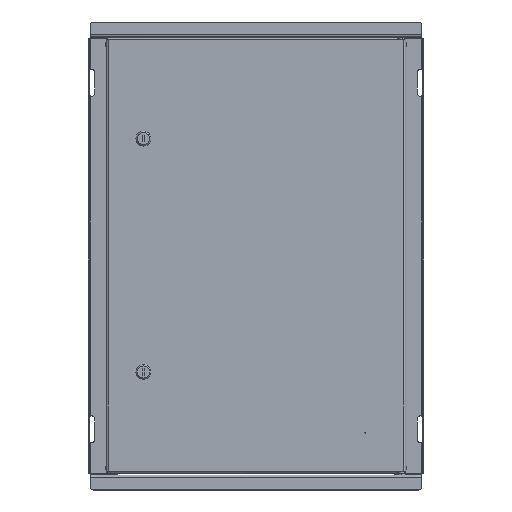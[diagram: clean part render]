
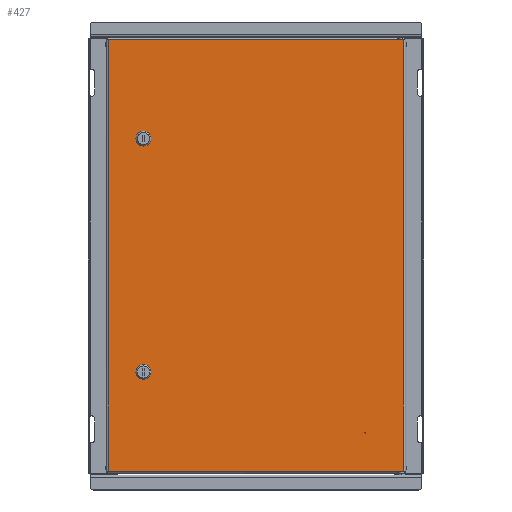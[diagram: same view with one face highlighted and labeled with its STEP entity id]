
A CAD part, top view. The second image highlights one B-rep face of the part: STEP entity #427.
In plain terms, the highlighted planar face has unit normal (0, 0, 1).
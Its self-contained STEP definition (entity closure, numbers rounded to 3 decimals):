
#31 = DIRECTION ( 'NONE',  ( 0., 0., 1. ) ) ;
#109 = VERTEX_POINT ( 'NONE', #12906 ) ;
#287 = CARTESIAN_POINT ( 'NONE',  ( -175.25, 168.29, 0. ) ) ;
#427 = ADVANCED_FACE ( 'NONE', ( #2531, #13204, #7812, #11823 ), #6581, .T. ) ;
#470 = VECTOR ( 'NONE', #9064, 1000. ) ;
#725 = CARTESIAN_POINT ( 'NONE',  ( -167., 173., 0. ) ) ;
#1069 = CARTESIAN_POINT ( 'NONE',  ( -158.75, -168.29, 0. ) ) ;
#1094 = EDGE_CURVE ( 'NONE', #10831, #3471, #15378, .T. ) ;
#1233 = EDGE_CURVE ( 'NONE', #13659, #2901, #13335, .T. ) ;
#1274 = ORIENTED_EDGE ( 'NONE', *, *, #7090, .T. ) ;
#1595 = CARTESIAN_POINT ( 'NONE',  ( -218.9, 319.9, 0. ) ) ;
#1646 = CARTESIAN_POINT ( 'NONE',  ( -158.75, 168.29, 0. ) ) ;
#1697 = LINE ( 'NONE', #6961, #10124 ) ;
#1777 = VECTOR ( 'NONE', #13918, 1000. ) ;
#1952 = VERTEX_POINT ( 'NONE', #13830 ) ;
#2531 = FACE_BOUND ( 'NONE', #11777, .T. ) ;
#2604 = ORIENTED_EDGE ( 'NONE', *, *, #5417, .T. ) ;
#2647 = ORIENTED_EDGE ( 'NONE', *, *, #16806, .F. ) ;
#2709 = VERTEX_POINT ( 'NONE', #14854 ) ;
#2856 = DIRECTION ( 'NONE',  ( 1., 0., 0. ) ) ;
#2901 = VERTEX_POINT ( 'NONE', #12436 ) ;
#2925 = VERTEX_POINT ( 'NONE', #1069 ) ;
#2975 = CARTESIAN_POINT ( 'NONE',  ( -167., -173., 0. ) ) ;
#3353 = CIRCLE ( 'NONE', #6402, 0.5 ) ;
#3378 = LINE ( 'NONE', #10019, #1777 ) ;
#3454 = DIRECTION ( 'NONE',  ( 0., 1., 0. ) ) ;
#3471 = VERTEX_POINT ( 'NONE', #8862 ) ;
#3495 = EDGE_CURVE ( 'NONE', #10799, #13618, #13537, .T. ) ;
#3496 = EDGE_LOOP ( 'NONE', ( #2647, #16322, #6172, #16677 ) ) ;
#3538 = ORIENTED_EDGE ( 'NONE', *, *, #7573, .T. ) ;
#3778 = CIRCLE ( 'NONE', #12392, 9.5 ) ;
#3799 = ORIENTED_EDGE ( 'NONE', *, *, #8764, .T. ) ;
#4071 = DIRECTION ( 'NONE',  ( 0., 0., 1. ) ) ;
#4130 = ORIENTED_EDGE ( 'NONE', *, *, #1233, .F. ) ;
#4176 = EDGE_CURVE ( 'NONE', #2709, #10831, #16485, .T. ) ;
#4468 = VECTOR ( 'NONE', #14677, 1000. ) ;
#4473 = CARTESIAN_POINT ( 'NONE',  ( 218.9, -319.9, 0. ) ) ;
#4538 = CIRCLE ( 'NONE', #14257, 9.5 ) ;
#4799 = VECTOR ( 'NONE', #12169, 1000. ) ;
#5205 = CARTESIAN_POINT ( 'NONE',  ( -167., -173., 0. ) ) ;
#5278 = DIRECTION ( 'NONE',  ( 1., 0., 0. ) ) ;
#5324 = ORIENTED_EDGE ( 'NONE', *, *, #1094, .T. ) ;
#5384 = DIRECTION ( 'NONE',  ( 1., 0., 0. ) ) ;
#5417 = EDGE_CURVE ( 'NONE', #2925, #9424, #8173, .T. ) ;
#5626 = DIRECTION ( 'NONE',  ( 0., 0., 1. ) ) ;
#5738 = DIRECTION ( 'NONE',  ( 1., 0., 0. ) ) ;
#5832 = EDGE_CURVE ( 'NONE', #1952, #15827, #1697, .T. ) ;
#5978 = CARTESIAN_POINT ( 'NONE',  ( 210., 319.9, 0. ) ) ;
#6172 = ORIENTED_EDGE ( 'NONE', *, *, #14148, .F. ) ;
#6402 = AXIS2_PLACEMENT_3D ( 'NONE', #10494, #14478, #14663 ) ;
#6502 = CARTESIAN_POINT ( 'NONE',  ( -220.788, -319.9, 0. ) ) ;
#6581 = PLANE ( 'NONE',  #11334 ) ;
#6961 = CARTESIAN_POINT ( 'NONE',  ( -175.25, -168.29, 0. ) ) ;
#7090 = EDGE_CURVE ( 'NONE', #8819, #17044, #3378, .T. ) ;
#7303 = AXIS2_PLACEMENT_3D ( 'NONE', #9735, #14770, #2856 ) ;
#7368 = VECTOR ( 'NONE', #11912, 1000. ) ;
#7573 = EDGE_CURVE ( 'NONE', #3471, #10032, #13796, .T. ) ;
#7789 = CARTESIAN_POINT ( 'NONE',  ( -218.9, -319.9, 0. ) ) ;
#7812 = FACE_OUTER_BOUND ( 'NONE', #12640, .T. ) ;
#8173 = LINE ( 'NONE', #14778, #4799 ) ;
#8288 = EDGE_LOOP ( 'NONE', ( #2604, #14474, #14951, #16811 ) ) ;
#8702 = CARTESIAN_POINT ( 'NONE',  ( -158.75, 177.71, 0. ) ) ;
#8764 = EDGE_CURVE ( 'NONE', #10032, #8819, #10367, .T. ) ;
#8783 = EDGE_CURVE ( 'NONE', #17044, #2709, #16020, .T. ) ;
#8819 = VERTEX_POINT ( 'NONE', #1595 ) ;
#8862 = CARTESIAN_POINT ( 'NONE',  ( 218.9, 319.9, 0. ) ) ;
#9030 = ORIENTED_EDGE ( 'NONE', *, *, #4176, .T. ) ;
#9064 = DIRECTION ( 'NONE',  ( -1., 0., 0. ) ) ;
#9093 = EDGE_CURVE ( 'NONE', #109, #12557, #10345, .T. ) ;
#9385 = DIRECTION ( 'NONE',  ( 1., 0., 0. ) ) ;
#9424 = VERTEX_POINT ( 'NONE', #12578 ) ;
#9439 = CARTESIAN_POINT ( 'NONE',  ( -175.25, -168.29, 0. ) ) ;
#9735 = CARTESIAN_POINT ( 'NONE',  ( -167., 173., 0. ) ) ;
#9797 = EDGE_CURVE ( 'NONE', #9424, #1952, #17145, .T. ) ;
#9996 = EDGE_CURVE ( 'NONE', #15827, #2925, #3778, .T. ) ;
#10019 = CARTESIAN_POINT ( 'NONE',  ( -218.9, 321.788, 0. ) ) ;
#10032 = VERTEX_POINT ( 'NONE', #5978 ) ;
#10124 = VECTOR ( 'NONE', #14994, 1000. ) ;
#10345 = LINE ( 'NONE', #14239, #17124 ) ;
#10367 = LINE ( 'NONE', #15667, #470 ) ;
#10494 = CARTESIAN_POINT ( 'NONE',  ( 162., -263., 0. ) ) ;
#10799 = VERTEX_POINT ( 'NONE', #10905 ) ;
#10831 = VERTEX_POINT ( 'NONE', #4473 ) ;
#10905 = CARTESIAN_POINT ( 'NONE',  ( -158.75, 168.29, 0. ) ) ;
#10937 = DIRECTION ( 'NONE',  ( 1., 0., 0. ) ) ;
#11334 = AXIS2_PLACEMENT_3D ( 'NONE', #15830, #31, #5278 ) ;
#11673 = EDGE_CURVE ( 'NONE', #2901, #13659, #3353, .T. ) ;
#11711 = DIRECTION ( 'NONE',  ( 0., -1., 0. ) ) ;
#11777 = EDGE_LOOP ( 'NONE', ( #4130, #14970 ) ) ;
#11823 = FACE_BOUND ( 'NONE', #8288, .T. ) ;
#11901 = VECTOR ( 'NONE', #3454, 1000. ) ;
#11912 = DIRECTION ( 'NONE',  ( 1., 0., 0. ) ) ;
#12169 = DIRECTION ( 'NONE',  ( 0., -1., 0. ) ) ;
#12319 = VECTOR ( 'NONE', #16525, 1000. ) ;
#12392 = AXIS2_PLACEMENT_3D ( 'NONE', #5205, #15841, #5384 ) ;
#12436 = CARTESIAN_POINT ( 'NONE',  ( 162.5, -263., 0. ) ) ;
#12472 = CARTESIAN_POINT ( 'NONE',  ( 220.788, 319.9, 0. ) ) ;
#12499 = CARTESIAN_POINT ( 'NONE',  ( 218.9, -321.788, 0. ) ) ;
#12557 = VERTEX_POINT ( 'NONE', #287 ) ;
#12578 = CARTESIAN_POINT ( 'NONE',  ( -158.75, -177.71, 0. ) ) ;
#12616 = CARTESIAN_POINT ( 'NONE',  ( 161.5, -263., 0. ) ) ;
#12640 = EDGE_LOOP ( 'NONE', ( #1274, #17148, #9030, #5324, #3538, #3799 ) ) ;
#12906 = CARTESIAN_POINT ( 'NONE',  ( -175.25, 177.71, 0. ) ) ;
#13204 = FACE_BOUND ( 'NONE', #3496, .T. ) ;
#13225 = AXIS2_PLACEMENT_3D ( 'NONE', #2975, #16220, #5738 ) ;
#13335 = CIRCLE ( 'NONE', #16138, 0.5 ) ;
#13537 = LINE ( 'NONE', #1646, #4468 ) ;
#13618 = VERTEX_POINT ( 'NONE', #8702 ) ;
#13659 = VERTEX_POINT ( 'NONE', #12616 ) ;
#13666 = VECTOR ( 'NONE', #16314, 1000. ) ;
#13796 = LINE ( 'NONE', #12472, #12319 ) ;
#13830 = CARTESIAN_POINT ( 'NONE',  ( -175.25, -177.71, 0. ) ) ;
#13918 = DIRECTION ( 'NONE',  ( 0., -1., 0. ) ) ;
#14148 = EDGE_CURVE ( 'NONE', #12557, #10799, #4538, .T. ) ;
#14239 = CARTESIAN_POINT ( 'NONE',  ( -175.25, 168.29, 0. ) ) ;
#14257 = AXIS2_PLACEMENT_3D ( 'NONE', #725, #5626, #10937 ) ;
#14474 = ORIENTED_EDGE ( 'NONE', *, *, #9797, .T. ) ;
#14478 = DIRECTION ( 'NONE',  ( 0., 0., 1. ) ) ;
#14663 = DIRECTION ( 'NONE',  ( 1., 0., 0. ) ) ;
#14677 = DIRECTION ( 'NONE',  ( 0., 1., 0. ) ) ;
#14770 = DIRECTION ( 'NONE',  ( 0., 0., 1. ) ) ;
#14778 = CARTESIAN_POINT ( 'NONE',  ( -158.75, -168.29, 0. ) ) ;
#14854 = CARTESIAN_POINT ( 'NONE',  ( 210., -319.9, 0. ) ) ;
#14951 = ORIENTED_EDGE ( 'NONE', *, *, #5832, .T. ) ;
#14970 = ORIENTED_EDGE ( 'NONE', *, *, #11673, .F. ) ;
#14994 = DIRECTION ( 'NONE',  ( 0., 1., 0. ) ) ;
#15378 = LINE ( 'NONE', #12499, #11901 ) ;
#15667 = CARTESIAN_POINT ( 'NONE',  ( 220.788, 319.9, 0. ) ) ;
#15827 = VERTEX_POINT ( 'NONE', #9439 ) ;
#15830 = CARTESIAN_POINT ( 'NONE',  ( 0., 0., 0. ) ) ;
#15841 = DIRECTION ( 'NONE',  ( 0., 0., -1. ) ) ;
#15996 = CARTESIAN_POINT ( 'NONE',  ( 162., -263., 0. ) ) ;
#16020 = LINE ( 'NONE', #6502, #7368 ) ;
#16138 = AXIS2_PLACEMENT_3D ( 'NONE', #15996, #4071, #9385 ) ;
#16220 = DIRECTION ( 'NONE',  ( 0., 0., -1. ) ) ;
#16314 = DIRECTION ( 'NONE',  ( 1., 0., 0. ) ) ;
#16322 = ORIENTED_EDGE ( 'NONE', *, *, #3495, .F. ) ;
#16402 = CARTESIAN_POINT ( 'NONE',  ( -220.788, -319.9, 0. ) ) ;
#16485 = LINE ( 'NONE', #16402, #13666 ) ;
#16503 = CIRCLE ( 'NONE', #7303, 9.5 ) ;
#16525 = DIRECTION ( 'NONE',  ( -1., 0., 0. ) ) ;
#16677 = ORIENTED_EDGE ( 'NONE', *, *, #9093, .F. ) ;
#16806 = EDGE_CURVE ( 'NONE', #13618, #109, #16503, .T. ) ;
#16811 = ORIENTED_EDGE ( 'NONE', *, *, #9996, .T. ) ;
#17044 = VERTEX_POINT ( 'NONE', #7789 ) ;
#17124 = VECTOR ( 'NONE', #11711, 1000. ) ;
#17145 = CIRCLE ( 'NONE', #13225, 9.5 ) ;
#17148 = ORIENTED_EDGE ( 'NONE', *, *, #8783, .T. ) ;
